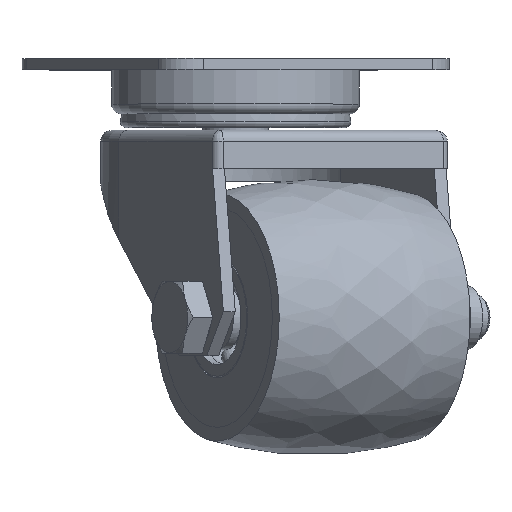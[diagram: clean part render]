
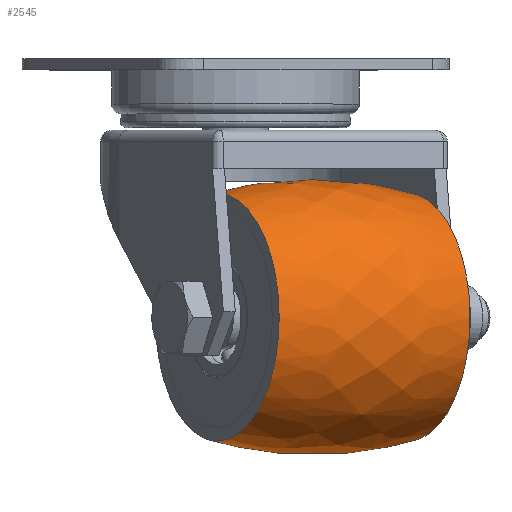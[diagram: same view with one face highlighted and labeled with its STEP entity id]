
A CAD part, top view. The second image highlights one B-rep face of the part: STEP entity #2545.
In plain terms, the highlighted free-form (B-spline) face has degree [2, 2] with [3, 9] control points.
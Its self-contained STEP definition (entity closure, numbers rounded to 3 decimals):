
#52=(
BOUNDED_CURVE()
B_SPLINE_CURVE(2,(#4162,#4163,#4164),.UNSPECIFIED.,.F.,.F.)
B_SPLINE_CURVE_WITH_KNOTS((3,3),(-0.249,0.249),
 .UNSPECIFIED.)
CURVE()
GEOMETRIC_REPRESENTATION_ITEM()
RATIONAL_B_SPLINE_CURVE((1.,0.969,1.))
REPRESENTATION_ITEM('')
);
#77=(
BOUNDED_SURFACE()
B_SPLINE_SURFACE(2,2,((#4131,#4132,#4133,#4134,#4135,#4136,#4137,#4138,
#4139),(#4140,#4141,#4142,#4143,#4144,#4145,#4146,#4147,#4148),(#4149,#4150,
#4151,#4152,#4153,#4154,#4155,#4156,#4157)),.UNSPECIFIED.,.F.,.T.,.F.)
B_SPLINE_SURFACE_WITH_KNOTS((3,3),(3,2,2,2,3),(-0.249,0.249),
(-3.142,-1.571,0.,1.571,3.142),
 .UNSPECIFIED.)
GEOMETRIC_REPRESENTATION_ITEM()
RATIONAL_B_SPLINE_SURFACE(((1.,0.707,1.,0.707,1.,
0.707,1.,0.707,1.),(0.969,0.685,
0.969,0.685,0.969,0.685,0.969,
0.685,0.969),(1.,0.707,1.,0.707,
1.,0.707,1.,0.707,1.)))
REPRESENTATION_ITEM('')
SURFACE()
);
#720=FACE_OUTER_BOUND('',#919,.T.);
#919=EDGE_LOOP('',(#2039,#2040,#2041,#2042,#2043,#2044));
#1122=CIRCLE('',#2780,22.5);
#1123=CIRCLE('',#2781,22.5);
#1125=CIRCLE('',#2783,22.5);
#1126=CIRCLE('',#2784,22.5);
#1306=VERTEX_POINT('',#4125);
#1307=VERTEX_POINT('',#4126);
#1309=VERTEX_POINT('',#4158);
#1310=VERTEX_POINT('',#4159);
#1581=EDGE_CURVE('',#1306,#1307,#1122,.T.);
#1582=EDGE_CURVE('',#1307,#1306,#1123,.T.);
#1584=EDGE_CURVE('',#1309,#1310,#1125,.T.);
#1585=EDGE_CURVE('',#1310,#1309,#1126,.T.);
#1586=EDGE_CURVE('',#1310,#1307,#52,.T.);
#2039=ORIENTED_EDGE('',*,*,#1584,.F.);
#2040=ORIENTED_EDGE('',*,*,#1585,.F.);
#2041=ORIENTED_EDGE('',*,*,#1586,.T.);
#2042=ORIENTED_EDGE('',*,*,#1582,.T.);
#2043=ORIENTED_EDGE('',*,*,#1581,.T.);
#2044=ORIENTED_EDGE('',*,*,#1586,.F.);
#2545=ADVANCED_FACE('',(#720),#77,.F.);
#2780=AXIS2_PLACEMENT_3D('',#4127,#3287,#3288);
#2781=AXIS2_PLACEMENT_3D('',#4128,#3289,#3290);
#2783=AXIS2_PLACEMENT_3D('',#4160,#3293,#3294);
#2784=AXIS2_PLACEMENT_3D('',#4161,#3295,#3296);
#3287=DIRECTION('center_axis',(1.,0.,0.));
#3288=DIRECTION('ref_axis',(0.,0.,-1.));
#3289=DIRECTION('center_axis',(1.,0.,0.));
#3290=DIRECTION('ref_axis',(0.,0.,-1.));
#3293=DIRECTION('center_axis',(1.,0.,0.));
#3294=DIRECTION('ref_axis',(0.,0.,-1.));
#3295=DIRECTION('center_axis',(1.,0.,0.));
#3296=DIRECTION('ref_axis',(0.,0.,-1.));
#4125=CARTESIAN_POINT('',(-20.,22.5,0.));
#4126=CARTESIAN_POINT('',(-20.,0.,22.5));
#4127=CARTESIAN_POINT('Origin',(-20.,0.,0.));
#4128=CARTESIAN_POINT('Origin',(-20.,0.,0.));
#4131=CARTESIAN_POINT('Ctrl Pts',(-20.,0.,22.5));
#4132=CARTESIAN_POINT('Ctrl Pts',(-20.,-22.5,22.5));
#4133=CARTESIAN_POINT('Ctrl Pts',(-20.,-22.5,0.));
#4134=CARTESIAN_POINT('Ctrl Pts',(-20.,-22.5,-22.5));
#4135=CARTESIAN_POINT('Ctrl Pts',(-20.,0.,-22.5));
#4136=CARTESIAN_POINT('Ctrl Pts',(-20.,22.5,-22.5));
#4137=CARTESIAN_POINT('Ctrl Pts',(-20.,22.5,0.));
#4138=CARTESIAN_POINT('Ctrl Pts',(-20.,22.5,22.5));
#4139=CARTESIAN_POINT('Ctrl Pts',(-20.,0.,22.5));
#4140=CARTESIAN_POINT('Ctrl Pts',(0.,0.,27.579));
#4141=CARTESIAN_POINT('Ctrl Pts',(0.,-27.579,
27.579));
#4142=CARTESIAN_POINT('Ctrl Pts',(0.,-27.579,
0.));
#4143=CARTESIAN_POINT('Ctrl Pts',(0.,-27.579,
-27.579));
#4144=CARTESIAN_POINT('Ctrl Pts',(0.,0.,-27.579));
#4145=CARTESIAN_POINT('Ctrl Pts',(0.,27.579,
-27.579));
#4146=CARTESIAN_POINT('Ctrl Pts',(0.,27.579,
0.));
#4147=CARTESIAN_POINT('Ctrl Pts',(0.,27.579,
27.579));
#4148=CARTESIAN_POINT('Ctrl Pts',(0.,0.,27.579));
#4149=CARTESIAN_POINT('Ctrl Pts',(20.,0.,22.5));
#4150=CARTESIAN_POINT('Ctrl Pts',(20.,-22.5,22.5));
#4151=CARTESIAN_POINT('Ctrl Pts',(20.,-22.5,0.));
#4152=CARTESIAN_POINT('Ctrl Pts',(20.,-22.5,-22.5));
#4153=CARTESIAN_POINT('Ctrl Pts',(20.,0.,-22.5));
#4154=CARTESIAN_POINT('Ctrl Pts',(20.,22.5,-22.5));
#4155=CARTESIAN_POINT('Ctrl Pts',(20.,22.5,0.));
#4156=CARTESIAN_POINT('Ctrl Pts',(20.,22.5,22.5));
#4157=CARTESIAN_POINT('Ctrl Pts',(20.,0.,22.5));
#4158=CARTESIAN_POINT('',(20.,22.5,0.));
#4159=CARTESIAN_POINT('',(20.,0.,22.5));
#4160=CARTESIAN_POINT('Origin',(20.,0.,0.));
#4161=CARTESIAN_POINT('Origin',(20.,0.,0.));
#4162=CARTESIAN_POINT('Ctrl Pts',(20.,0.,22.5));
#4163=CARTESIAN_POINT('Ctrl Pts',(0.,0.,27.579));
#4164=CARTESIAN_POINT('Ctrl Pts',(-20.,0.,22.5));
